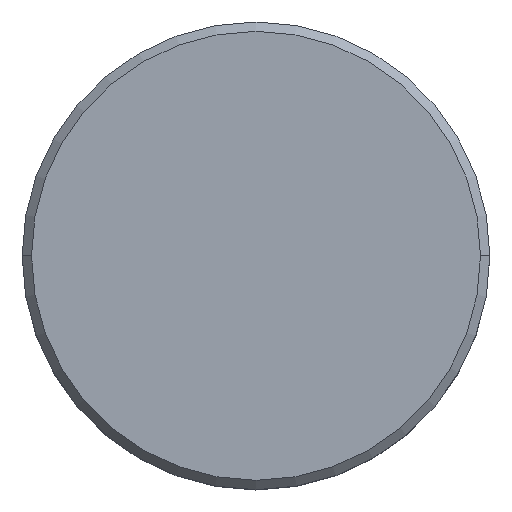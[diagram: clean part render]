
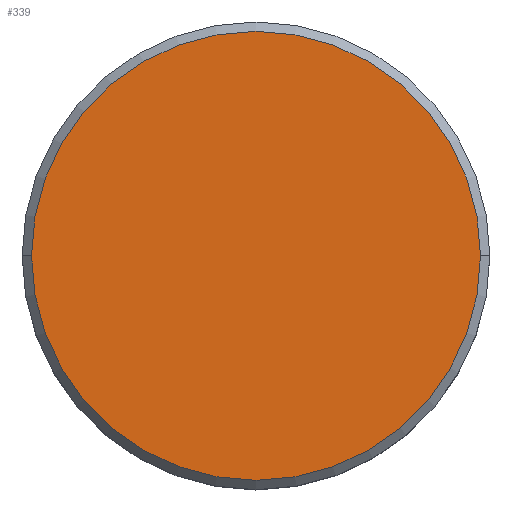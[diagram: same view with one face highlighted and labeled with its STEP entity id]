
A CAD part, top view. The second image highlights one B-rep face of the part: STEP entity #339.
In plain terms, the highlighted planar face has unit normal (0, 0, 1).
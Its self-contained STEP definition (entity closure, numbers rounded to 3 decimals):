
#51 = VERTEX_POINT ( 'NONE', #210 ) ;
#63 = CARTESIAN_POINT ( 'NONE',  ( -12., 0., 0. ) ) ;
#78 = CIRCLE ( 'NONE', #137, 12. ) ;
#96 = DIRECTION ( 'NONE',  ( 1., 0., 0. ) ) ;
#102 = CARTESIAN_POINT ( 'NONE',  ( 0., 0., 0. ) ) ;
#118 = ORIENTED_EDGE ( 'NONE', *, *, #291, .T. ) ;
#137 = AXIS2_PLACEMENT_3D ( 'NONE', #102, #288, #96 ) ;
#188 = VERTEX_POINT ( 'NONE', #63 ) ;
#207 = DIRECTION ( 'NONE',  ( 1., 0., 0. ) ) ;
#210 = CARTESIAN_POINT ( 'NONE',  ( 12., 0., 0. ) ) ;
#241 = EDGE_LOOP ( 'NONE', ( #582, #118 ) ) ;
#260 = EDGE_CURVE ( 'NONE', #188, #51, #78, .T. ) ;
#273 = CARTESIAN_POINT ( 'NONE',  ( 0., 0., 0. ) ) ;
#288 = DIRECTION ( 'NONE',  ( 0., 0., 1. ) ) ;
#291 = EDGE_CURVE ( 'NONE', #51, #188, #456, .T. ) ;
#322 = DIRECTION ( 'NONE',  ( 0., 0., 1. ) ) ;
#331 = PLANE ( 'NONE',  #408 ) ;
#339 = ADVANCED_FACE ( 'NONE', ( #371 ), #331, .T. ) ;
#371 = FACE_OUTER_BOUND ( 'NONE', #241, .T. ) ;
#408 = AXIS2_PLACEMENT_3D ( 'NONE', #273, #322, #422 ) ;
#422 = DIRECTION ( 'NONE',  ( 1., 0., 0. ) ) ;
#434 = DIRECTION ( 'NONE',  ( 0., 0., 1. ) ) ;
#456 = CIRCLE ( 'NONE', #508, 12. ) ;
#508 = AXIS2_PLACEMENT_3D ( 'NONE', #569, #434, #207 ) ;
#569 = CARTESIAN_POINT ( 'NONE',  ( 0., 0., 0. ) ) ;
#582 = ORIENTED_EDGE ( 'NONE', *, *, #260, .T. ) ;
